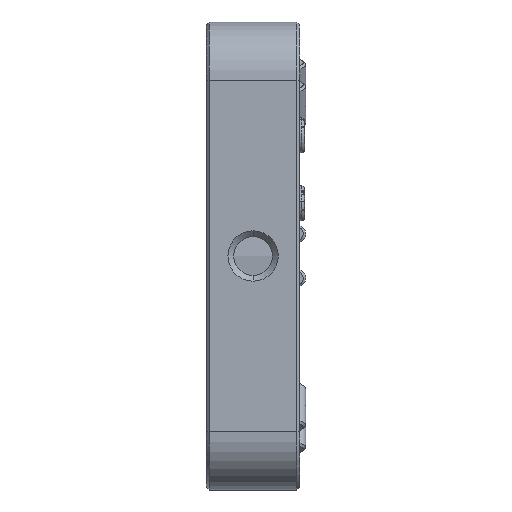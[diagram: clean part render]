
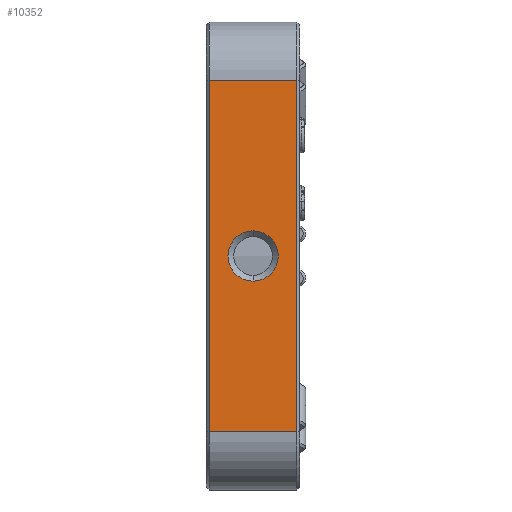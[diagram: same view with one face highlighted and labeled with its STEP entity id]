
A CAD part, front view. The second image highlights one B-rep face of the part: STEP entity #10352.
In plain terms, the highlighted planar face has unit normal (0, -1, 0).
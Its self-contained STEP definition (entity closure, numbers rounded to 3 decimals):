
#442 = ORIENTED_EDGE ( 'NONE', *, *, #19153, .F. ) ;
#1100 = CARTESIAN_POINT ( 'NONE',  ( 0., -20., 0. ) ) ;
#1273 = EDGE_LOOP ( 'NONE', ( #442, #5467 ) ) ;
#1595 = DIRECTION ( 'NONE',  ( 0., 0., 1. ) ) ;
#1876 = CARTESIAN_POINT ( 'NONE',  ( 0., -20., 0. ) ) ;
#2138 = CIRCLE ( 'NONE', #16876, 2.15 ) ;
#3124 = EDGE_CURVE ( 'NONE', #15209, #17523, #13348, .T. ) ;
#3128 = EDGE_CURVE ( 'NONE', #17523, #4219, #8726, .T. ) ;
#3131 = CARTESIAN_POINT ( 'NONE',  ( 3.75, -20., 15. ) ) ;
#3333 = VERTEX_POINT ( 'NONE', #3131 ) ;
#3430 = DIRECTION ( 'NONE',  ( 0., -1., 0. ) ) ;
#3459 = FACE_BOUND ( 'NONE', #1273, .T. ) ;
#3706 = FACE_OUTER_BOUND ( 'NONE', #15649, .T. ) ;
#3778 = ORIENTED_EDGE ( 'NONE', *, *, #3128, .T. ) ;
#4070 = CIRCLE ( 'NONE', #17254, 2.15 ) ;
#4219 = VERTEX_POINT ( 'NONE', #16293 ) ;
#4332 = ORIENTED_EDGE ( 'NONE', *, *, #3124, .T. ) ;
#4537 = DIRECTION ( 'NONE',  ( 0., 0., -1. ) ) ;
#4600 = DIRECTION ( 'NONE',  ( 0., -1., 0. ) ) ;
#5004 = DIRECTION ( 'NONE',  ( 0., 0., -1. ) ) ;
#5062 = VECTOR ( 'NONE', #15376, 1000. ) ;
#5346 = LINE ( 'NONE', #14262, #16312 ) ;
#5467 = ORIENTED_EDGE ( 'NONE', *, *, #18998, .F. ) ;
#5707 = LINE ( 'NONE', #16505, #17157 ) ;
#5993 = CARTESIAN_POINT ( 'NONE',  ( 0., -20., -2.15 ) ) ;
#6049 = DIRECTION ( 'NONE',  ( 1., 0., 0. ) ) ;
#8726 = LINE ( 'NONE', #10880, #10192 ) ;
#9029 = CARTESIAN_POINT ( 'NONE',  ( -3.75, -20., 15. ) ) ;
#9691 = VERTEX_POINT ( 'NONE', #15401 ) ;
#9839 = AXIS2_PLACEMENT_3D ( 'NONE', #17326, #13907, #1595 ) ;
#10192 = VECTOR ( 'NONE', #6049, 1000. ) ;
#10243 = DIRECTION ( 'NONE',  ( 0., 0., 1. ) ) ;
#10352 = ADVANCED_FACE ( 'NONE', ( #3459, #3706 ), #18614, .F. ) ;
#10468 = ORIENTED_EDGE ( 'NONE', *, *, #13957, .T. ) ;
#10880 = CARTESIAN_POINT ( 'NONE',  ( 4., -20., -15. ) ) ;
#12421 = DIRECTION ( 'NONE',  ( -1., 0., 0. ) ) ;
#12781 = EDGE_CURVE ( 'NONE', #4219, #3333, #5707, .T. ) ;
#13348 = LINE ( 'NONE', #13821, #5062 ) ;
#13821 = CARTESIAN_POINT ( 'NONE',  ( -3.75, -20., 20. ) ) ;
#13907 = DIRECTION ( 'NONE',  ( 0., 1., 0. ) ) ;
#13957 = EDGE_CURVE ( 'NONE', #3333, #15209, #5346, .T. ) ;
#14262 = CARTESIAN_POINT ( 'NONE',  ( 4., -20., 15. ) ) ;
#14396 = CARTESIAN_POINT ( 'NONE',  ( -3.75, -20., -15. ) ) ;
#15209 = VERTEX_POINT ( 'NONE', #9029 ) ;
#15376 = DIRECTION ( 'NONE',  ( 0., 0., -1. ) ) ;
#15401 = CARTESIAN_POINT ( 'NONE',  ( 0., -20., 2.15 ) ) ;
#15649 = EDGE_LOOP ( 'NONE', ( #10468, #4332, #3778, #20022 ) ) ;
#16293 = CARTESIAN_POINT ( 'NONE',  ( 3.75, -20., -15. ) ) ;
#16312 = VECTOR ( 'NONE', #12421, 1000. ) ;
#16505 = CARTESIAN_POINT ( 'NONE',  ( 3.75, -20., 15. ) ) ;
#16876 = AXIS2_PLACEMENT_3D ( 'NONE', #1876, #3430, #5004 ) ;
#17157 = VECTOR ( 'NONE', #10243, 1000. ) ;
#17254 = AXIS2_PLACEMENT_3D ( 'NONE', #1100, #4600, #4537 ) ;
#17326 = CARTESIAN_POINT ( 'NONE',  ( 4., -20., 20. ) ) ;
#17523 = VERTEX_POINT ( 'NONE', #14396 ) ;
#18614 = PLANE ( 'NONE',  #9839 ) ;
#18998 = EDGE_CURVE ( 'NONE', #9691, #19439, #4070, .T. ) ;
#19153 = EDGE_CURVE ( 'NONE', #19439, #9691, #2138, .T. ) ;
#19439 = VERTEX_POINT ( 'NONE', #5993 ) ;
#20022 = ORIENTED_EDGE ( 'NONE', *, *, #12781, .T. ) ;
